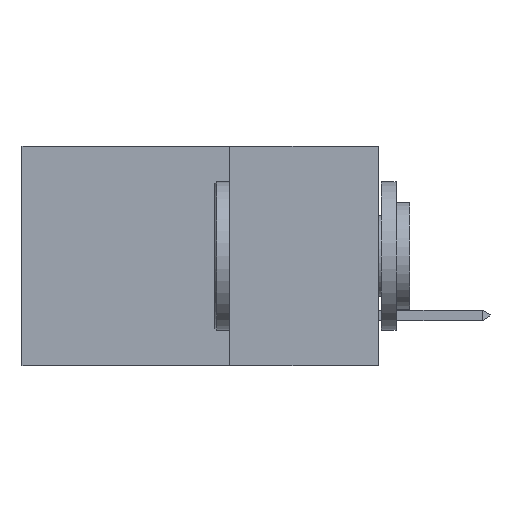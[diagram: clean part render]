
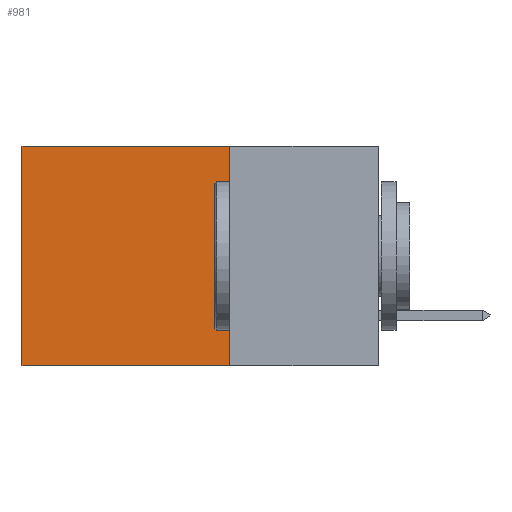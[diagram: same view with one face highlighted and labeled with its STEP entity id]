
A CAD part, left-side view. The second image highlights one B-rep face of the part: STEP entity #981.
In plain terms, the highlighted planar face has unit normal (-1, 0, 0).
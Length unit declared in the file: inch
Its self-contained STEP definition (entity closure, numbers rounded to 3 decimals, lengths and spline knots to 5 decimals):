
#151 = CARTESIAN_POINT ( 'NONE',  ( 0.298, 0.25, -0.37 ) ) ;
#273 = CARTESIAN_POINT ( 'NONE',  ( 0.298, 0.25, 0. ) ) ;
#754 = LINE ( 'NONE', #14371, #10232 ) ;
#981 = ADVANCED_FACE ( 'NONE', ( #11537 ), #5617, .F. ) ;
#2868 = LINE ( 'NONE', #13078, #16125 ) ;
#3005 = DIRECTION ( 'NONE',  ( 0., 1., 0. ) ) ;
#3356 = CARTESIAN_POINT ( 'NONE',  ( 0.298, 0.25, 0. ) ) ;
#4273 = EDGE_CURVE ( 'NONE', #6658, #13419, #754, .T. ) ;
#4274 = CARTESIAN_POINT ( 'NONE',  ( 0.298, 0.25, 0. ) ) ;
#4344 = EDGE_CURVE ( 'NONE', #14446, #13374, #7222, .T. ) ;
#4699 = DIRECTION ( 'NONE',  ( 0., 1., 0. ) ) ;
#5617 = PLANE ( 'NONE',  #10584 ) ;
#5829 = LINE ( 'NONE', #10007, #10231 ) ;
#6007 = VECTOR ( 'NONE', #4699, 39.37008 ) ;
#6029 = DIRECTION ( 'NONE',  ( 0., 0., -1. ) ) ;
#6053 = ORIENTED_EDGE ( 'NONE', *, *, #4273, .F. ) ;
#6055 = ORIENTED_EDGE ( 'NONE', *, *, #11761, .F. ) ;
#6658 = VERTEX_POINT ( 'NONE', #151 ) ;
#6740 = DIRECTION ( 'NONE',  ( 0., 0., -1. ) ) ;
#6915 = DIRECTION ( 'NONE',  ( 1., 0., 0. ) ) ;
#7222 = LINE ( 'NONE', #3356, #6007 ) ;
#9533 = EDGE_LOOP ( 'NONE', ( #11675, #6053, #6055, #9561 ) ) ;
#9561 = ORIENTED_EDGE ( 'NONE', *, *, #4344, .T. ) ;
#10007 = CARTESIAN_POINT ( 'NONE',  ( 0.298, 0.25, 0. ) ) ;
#10231 = VECTOR ( 'NONE', #6029, 39.37008 ) ;
#10232 = VECTOR ( 'NONE', #3005, 39.37008 ) ;
#10584 = AXIS2_PLACEMENT_3D ( 'NONE', #4274, #6915, #14440 ) ;
#10623 = EDGE_CURVE ( 'NONE', #13374, #13419, #2868, .T. ) ;
#10897 = CARTESIAN_POINT ( 'NONE',  ( 0.298, 0.6, 0. ) ) ;
#11537 = FACE_OUTER_BOUND ( 'NONE', #9533, .T. ) ;
#11675 = ORIENTED_EDGE ( 'NONE', *, *, #10623, .T. ) ;
#11761 = EDGE_CURVE ( 'NONE', #14446, #6658, #5829, .T. ) ;
#13078 = CARTESIAN_POINT ( 'NONE',  ( 0.298, 0.6, 0. ) ) ;
#13374 = VERTEX_POINT ( 'NONE', #10897 ) ;
#13419 = VERTEX_POINT ( 'NONE', #15973 ) ;
#14371 = CARTESIAN_POINT ( 'NONE',  ( 0.298, 0.25, -0.37 ) ) ;
#14440 = DIRECTION ( 'NONE',  ( 0., 0., -1. ) ) ;
#14446 = VERTEX_POINT ( 'NONE', #273 ) ;
#15973 = CARTESIAN_POINT ( 'NONE',  ( 0.298, 0.6, -0.37 ) ) ;
#16125 = VECTOR ( 'NONE', #6740, 39.37008 ) ;
